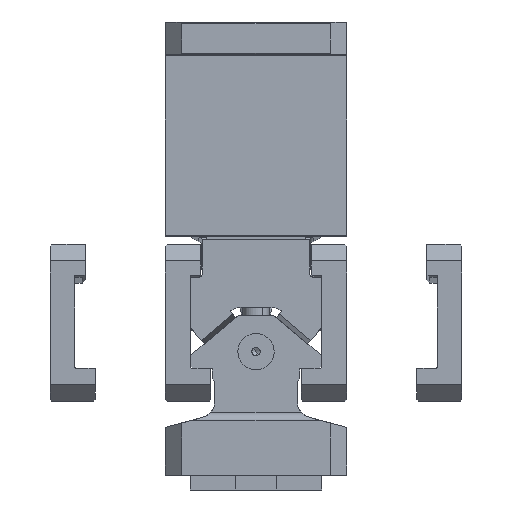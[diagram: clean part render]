
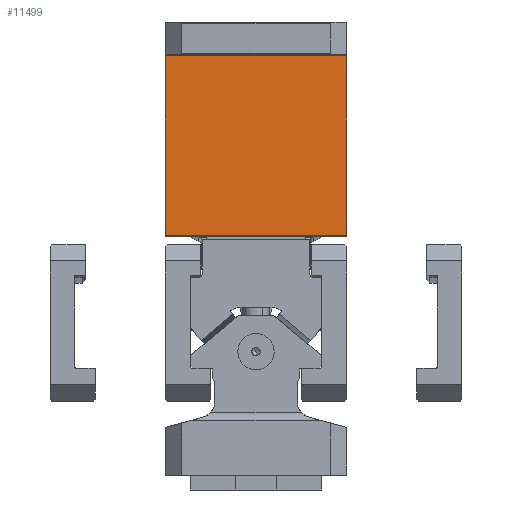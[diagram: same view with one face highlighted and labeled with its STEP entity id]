
A CAD part, left-side view. The second image highlights one B-rep face of the part: STEP entity #11499.
In plain terms, the highlighted planar face has unit normal (-1, 0, 0).
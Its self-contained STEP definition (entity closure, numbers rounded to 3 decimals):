
#5754=CARTESIAN_POINT('Vertex',(12.,55.,-54.5)) ;
#5757=CARTESIAN_POINT('Line Origine',(12.,55.,0.)) ;
#5761=CARTESIAN_POINT('Vertex',(12.,55.,54.5)) ;
#5936=CARTESIAN_POINT('Vertex',(12.,-55.,54.5)) ;
#5939=CARTESIAN_POINT('Line Origine',(12.,-55.,0.)) ;
#5943=CARTESIAN_POINT('Vertex',(12.,-55.,-54.5)) ;
#11471=CARTESIAN_POINT('Line Origine',(12.,0.,-54.5)) ;
#11483=CARTESIAN_POINT('Axis2P3D Location',(12.,0.,-54.5)) ;
#11488=CARTESIAN_POINT('Line Origine',(12.,0.,54.5)) ;
#5758=DIRECTION('Vector Direction',(0.,0.,1.)) ;
#5940=DIRECTION('Vector Direction',(0.,0.,1.)) ;
#11472=DIRECTION('Vector Direction',(0.,1.,0.)) ;
#11484=DIRECTION('Axis2P3D Direction',(-1.,0.,0.)) ;
#11485=DIRECTION('Axis2P3D XDirection',(0.,0.,1.)) ;
#11489=DIRECTION('Vector Direction',(0.,1.,0.)) ;
#11486=AXIS2_PLACEMENT_3D('Plane Axis2P3D',#11483,#11484,#11485) ;
#11494=ORIENTED_EDGE('',*,*,#5763,.T.) ;
#11495=ORIENTED_EDGE('',*,*,#11475,.F.) ;
#11496=ORIENTED_EDGE('',*,*,#5945,.F.) ;
#11497=ORIENTED_EDGE('',*,*,#11492,.T.) ;
#5759=VECTOR('Line Direction',#5758,1.) ;
#5941=VECTOR('Line Direction',#5940,1.) ;
#11473=VECTOR('Line Direction',#11472,1.) ;
#11490=VECTOR('Line Direction',#11489,1.) ;
#11499=ADVANCED_FACE('SCHIEBERKOERPER',(#11498),#11487,.T.) ;
#5763=EDGE_CURVE('',#5762,#5755,#5760,.F.) ;
#5945=EDGE_CURVE('',#5937,#5944,#5942,.F.) ;
#11475=EDGE_CURVE('',#5944,#5755,#11474,.T.) ;
#11492=EDGE_CURVE('',#5937,#5762,#11491,.T.) ;
#11493=EDGE_LOOP('',(#11494,#11495,#11496,#11497)) ;
#11498=FACE_OUTER_BOUND('',#11493,.T.) ;
#5760=LINE('Line',#5757,#5759) ;
#5942=LINE('Line',#5939,#5941) ;
#11474=LINE('Line',#11471,#11473) ;
#11491=LINE('Line',#11488,#11490) ;
#11487=PLANE('',#11486) ;
#5755=VERTEX_POINT('',#5754) ;
#5762=VERTEX_POINT('',#5761) ;
#5937=VERTEX_POINT('',#5936) ;
#5944=VERTEX_POINT('',#5943) ;
